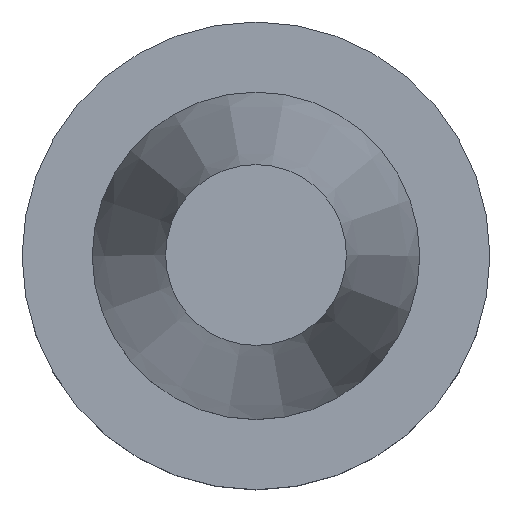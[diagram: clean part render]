
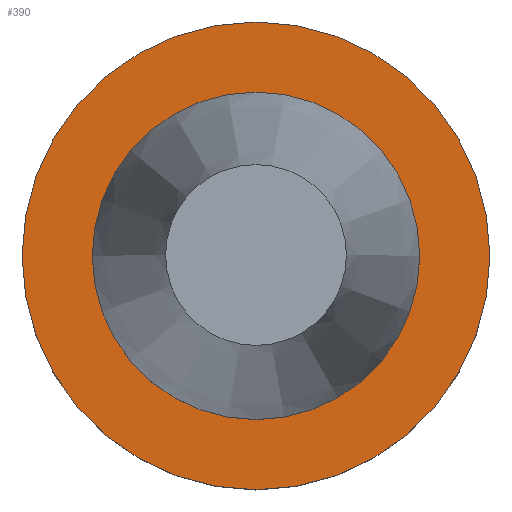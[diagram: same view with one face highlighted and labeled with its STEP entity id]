
A CAD part, top view. The second image highlights one B-rep face of the part: STEP entity #390.
In plain terms, the highlighted planar face has unit normal (0, 0, 1).
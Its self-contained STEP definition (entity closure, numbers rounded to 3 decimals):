
#6 = AXIS2_PLACEMENT_3D ( 'NONE', #240, #208, #359 ) ;
#43 = CARTESIAN_POINT ( 'NONE',  ( 22.225, 0., -3.175 ) ) ;
#65 = AXIS2_PLACEMENT_3D ( 'NONE', #275, #303, #341 ) ;
#92 = FACE_OUTER_BOUND ( 'NONE', #134, .T. ) ;
#115 = DIRECTION ( 'NONE',  ( -1., 0., 0. ) ) ;
#134 = EDGE_LOOP ( 'NONE', ( #153 ) ) ;
#151 = AXIS2_PLACEMENT_3D ( 'NONE', #247, #270, #115 ) ;
#153 = ORIENTED_EDGE ( 'NONE', *, *, #355, .T. ) ;
#154 = PLANE ( 'NONE',  #151 ) ;
#167 = ORIENTED_EDGE ( 'NONE', *, *, #206, .F. ) ;
#206 = EDGE_CURVE ( 'NONE', #374, #374, #352, .T. ) ;
#208 = DIRECTION ( 'NONE',  ( 0., 0., 1. ) ) ;
#240 = CARTESIAN_POINT ( 'NONE',  ( 0., 0., -3.175 ) ) ;
#242 = FACE_BOUND ( 'NONE', #353, .T. ) ;
#247 = CARTESIAN_POINT ( 'NONE',  ( 0., 31.75, -3.175 ) ) ;
#270 = DIRECTION ( 'NONE',  ( 0., 0., -1. ) ) ;
#275 = CARTESIAN_POINT ( 'NONE',  ( 0., 0., -3.175 ) ) ;
#303 = DIRECTION ( 'NONE',  ( 0., 0., 1. ) ) ;
#320 = VERTEX_POINT ( 'NONE', #344 ) ;
#341 = DIRECTION ( 'NONE',  ( 1., 0., 0. ) ) ;
#344 = CARTESIAN_POINT ( 'NONE',  ( 31.75, 0., -3.175 ) ) ;
#352 = CIRCLE ( 'NONE', #6, 22.225 ) ;
#353 = EDGE_LOOP ( 'NONE', ( #167 ) ) ;
#355 = EDGE_CURVE ( 'NONE', #320, #320, #369, .T. ) ;
#359 = DIRECTION ( 'NONE',  ( 1., 0., 0. ) ) ;
#369 = CIRCLE ( 'NONE', #65, 31.75 ) ;
#374 = VERTEX_POINT ( 'NONE', #43 ) ;
#390 = ADVANCED_FACE ( 'NONE', ( #242, #92 ), #154, .F. ) ;
